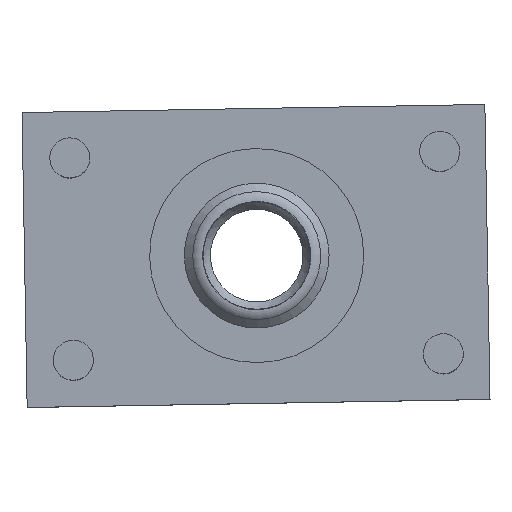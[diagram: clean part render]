
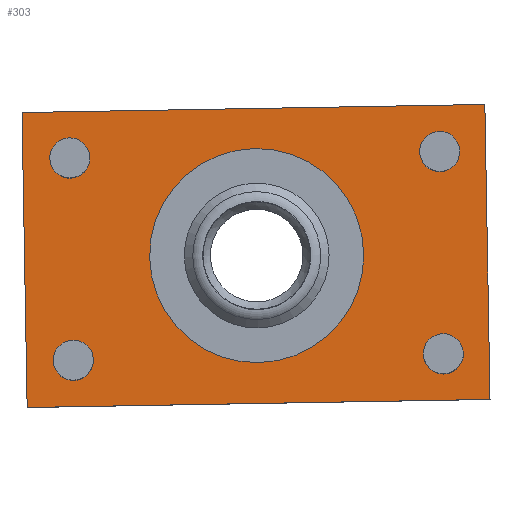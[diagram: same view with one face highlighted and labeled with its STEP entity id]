
A CAD part, top view. The second image highlights one B-rep face of the part: STEP entity #303.
In plain terms, the highlighted face is planar.
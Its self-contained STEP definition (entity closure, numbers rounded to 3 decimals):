
#275 = EDGE_CURVE('',#276,#276,#278,.T.);
#276 = VERTEX_POINT('',#277);
#277 = CARTESIAN_POINT('',(28.3,-16.15,9.));
#278 = CIRCLE('',#279,1.3);
#279 = AXIS2_PLACEMENT_3D('',#280,#281,#282);
#280 = CARTESIAN_POINT('',(27.,-16.15,9.));
#281 = DIRECTION('',(0.,0.,1.));
#282 = DIRECTION('',(1.,0.,0.));
#303 = ADVANCED_FACE('',(#304,#338,#349,#352,#363,#374),#385,.F.);
#304 = FACE_BOUND('',#305,.F.);
#305 = EDGE_LOOP('',(#306,#316,#324,#332));
#306 = ORIENTED_EDGE('',*,*,#307,.T.);
#307 = EDGE_CURVE('',#308,#310,#312,.T.);
#308 = VERTEX_POINT('',#309);
#309 = CARTESIAN_POINT('',(0.,0.,9.));
#310 = VERTEX_POINT('',#311);
#311 = CARTESIAN_POINT('',(0.,-19.15,9.));
#312 = LINE('',#313,#314);
#313 = CARTESIAN_POINT('',(0.,0.,9.));
#314 = VECTOR('',#315,1.);
#315 = DIRECTION('',(0.,-1.,0.));
#316 = ORIENTED_EDGE('',*,*,#317,.T.);
#317 = EDGE_CURVE('',#310,#318,#320,.T.);
#318 = VERTEX_POINT('',#319);
#319 = CARTESIAN_POINT('',(30.051,-19.15,9.));
#320 = LINE('',#321,#322);
#321 = CARTESIAN_POINT('',(0.,-19.15,9.));
#322 = VECTOR('',#323,1.);
#323 = DIRECTION('',(1.,0.,0.));
#324 = ORIENTED_EDGE('',*,*,#325,.T.);
#325 = EDGE_CURVE('',#318,#326,#328,.T.);
#326 = VERTEX_POINT('',#327);
#327 = CARTESIAN_POINT('',(30.051,0.,9.));
#328 = LINE('',#329,#330);
#329 = CARTESIAN_POINT('',(30.051,-19.15,9.));
#330 = VECTOR('',#331,1.);
#331 = DIRECTION('',(0.,1.,0.));
#332 = ORIENTED_EDGE('',*,*,#333,.T.);
#333 = EDGE_CURVE('',#326,#308,#334,.T.);
#334 = LINE('',#335,#336);
#335 = CARTESIAN_POINT('',(30.051,0.,9.));
#336 = VECTOR('',#337,1.);
#337 = DIRECTION('',(-1.,0.,0.));
#338 = FACE_BOUND('',#339,.F.);
#339 = EDGE_LOOP('',(#340));
#340 = ORIENTED_EDGE('',*,*,#341,.F.);
#341 = EDGE_CURVE('',#342,#342,#344,.T.);
#342 = VERTEX_POINT('',#343);
#343 = CARTESIAN_POINT('',(4.283,-16.15,9.));
#344 = CIRCLE('',#345,1.3);
#345 = AXIS2_PLACEMENT_3D('',#346,#347,#348);
#346 = CARTESIAN_POINT('',(2.983,-16.15,9.));
#347 = DIRECTION('',(0.,0.,1.));
#348 = DIRECTION('',(1.,0.,0.));
#349 = FACE_BOUND('',#350,.F.);
#350 = EDGE_LOOP('',(#351));
#351 = ORIENTED_EDGE('',*,*,#275,.F.);
#352 = FACE_BOUND('',#353,.F.);
#353 = EDGE_LOOP('',(#354));
#354 = ORIENTED_EDGE('',*,*,#355,.F.);
#355 = EDGE_CURVE('',#356,#356,#358,.T.);
#356 = VERTEX_POINT('',#357);
#357 = CARTESIAN_POINT('',(21.93,-9.55,9.));
#358 = CIRCLE('',#359,6.95);
#359 = AXIS2_PLACEMENT_3D('',#360,#361,#362);
#360 = CARTESIAN_POINT('',(14.98,-9.55,9.));
#361 = DIRECTION('',(0.,0.,1.));
#362 = DIRECTION('',(1.,0.,0.));
#363 = FACE_BOUND('',#364,.F.);
#364 = EDGE_LOOP('',(#365));
#365 = ORIENTED_EDGE('',*,*,#366,.F.);
#366 = EDGE_CURVE('',#367,#367,#369,.T.);
#367 = VERTEX_POINT('',#368);
#368 = CARTESIAN_POINT('',(4.283,-3.017,9.));
#369 = CIRCLE('',#370,1.3);
#370 = AXIS2_PLACEMENT_3D('',#371,#372,#373);
#371 = CARTESIAN_POINT('',(2.983,-3.017,9.));
#372 = DIRECTION('',(0.,0.,1.));
#373 = DIRECTION('',(1.,0.,0.));
#374 = FACE_BOUND('',#375,.F.);
#375 = EDGE_LOOP('',(#376));
#376 = ORIENTED_EDGE('',*,*,#377,.F.);
#377 = EDGE_CURVE('',#378,#378,#380,.T.);
#378 = VERTEX_POINT('',#379);
#379 = CARTESIAN_POINT('',(28.3,-3.017,9.));
#380 = CIRCLE('',#381,1.3);
#381 = AXIS2_PLACEMENT_3D('',#382,#383,#384);
#382 = CARTESIAN_POINT('',(27.,-3.017,9.));
#383 = DIRECTION('',(0.,0.,1.));
#384 = DIRECTION('',(1.,0.,0.));
#385 = PLANE('',#386);
#386 = AXIS2_PLACEMENT_3D('',#387,#388,#389);
#387 = CARTESIAN_POINT('',(15.025,-9.575,9.));
#388 = DIRECTION('',(0.,0.,1.));
#389 = DIRECTION('',(1.,0.,0.));
